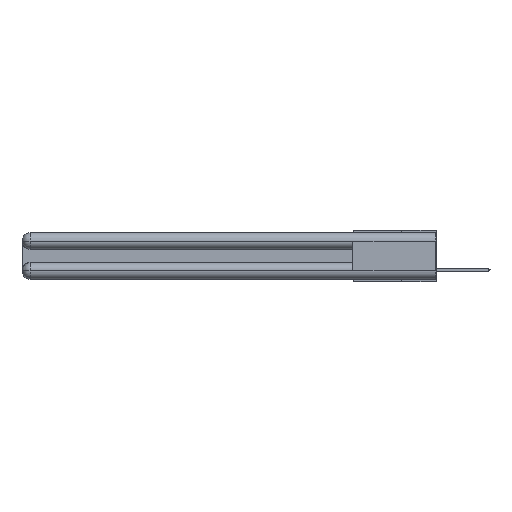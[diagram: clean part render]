
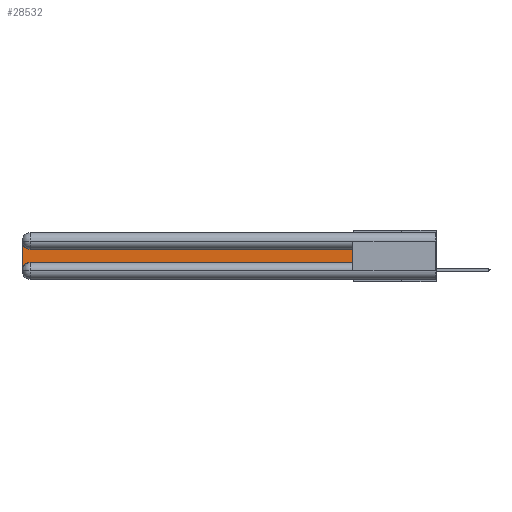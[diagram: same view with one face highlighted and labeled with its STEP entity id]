
A CAD part, left-side view. The second image highlights one B-rep face of the part: STEP entity #28532.
In plain terms, the highlighted planar face has unit normal (-1, 0, 0).
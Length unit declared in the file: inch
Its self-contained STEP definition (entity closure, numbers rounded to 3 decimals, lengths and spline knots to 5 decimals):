
#525 = CARTESIAN_POINT ( 'NONE',  ( 0.075, 0.6, -0.2175 ) ) ;
#756 = CARTESIAN_POINT ( 'NONE',  ( 0.075, 2.94, -0.2775 ) ) ;
#861 = CARTESIAN_POINT ( 'NONE',  ( 0.075, 2.94, -0.2175 ) ) ;
#1103 = DIRECTION ( 'NONE',  ( 0., 0., -1. ) ) ;
#1653 = EDGE_CURVE ( 'NONE', #15532, #29382, #21338, .T. ) ;
#3607 = CARTESIAN_POINT ( 'NONE',  ( 0.075, 3., -0.1225 ) ) ;
#3637 = VERTEX_POINT ( 'NONE', #861 ) ;
#3724 = CIRCLE ( 'NONE', #11331, 0.06 ) ;
#4070 = DIRECTION ( 'NONE',  ( 0., 1., 0. ) ) ;
#4196 = CARTESIAN_POINT ( 'NONE',  ( 0.075, 0.6, -0.1225 ) ) ;
#5103 = VERTEX_POINT ( 'NONE', #33394 ) ;
#5919 = DIRECTION ( 'NONE',  ( 1., 0., 0. ) ) ;
#6458 = DIRECTION ( 'NONE',  ( 1., 0., 0. ) ) ;
#6657 = VERTEX_POINT ( 'NONE', #23884 ) ;
#6970 = EDGE_CURVE ( 'NONE', #5103, #6657, #3724, .T. ) ;
#8083 = ORIENTED_EDGE ( 'NONE', *, *, #6970, .T. ) ;
#8586 = LINE ( 'NONE', #19340, #16798 ) ;
#8894 = DIRECTION ( 'NONE',  ( 1., 0., 0. ) ) ;
#9107 = DIRECTION ( 'NONE',  ( 0., 0., -1. ) ) ;
#9118 = PLANE ( 'NONE',  #15258 ) ;
#10703 = VECTOR ( 'NONE', #13644, 39.37008 ) ;
#10972 = DIRECTION ( 'NONE',  ( 0., -1., 0. ) ) ;
#11331 = AXIS2_PLACEMENT_3D ( 'NONE', #14376, #6458, #9107 ) ;
#11548 = DIRECTION ( 'NONE',  ( 0., 0., -1. ) ) ;
#12053 = ORIENTED_EDGE ( 'NONE', *, *, #13403, .T. ) ;
#12076 = ORIENTED_EDGE ( 'NONE', *, *, #17110, .T. ) ;
#12617 = EDGE_CURVE ( 'NONE', #29382, #5103, #21654, .T. ) ;
#13121 = ORIENTED_EDGE ( 'NONE', *, *, #1653, .T. ) ;
#13403 = EDGE_CURVE ( 'NONE', #33515, #3637, #28941, .T. ) ;
#13644 = DIRECTION ( 'NONE',  ( 0., 0., 1. ) ) ;
#14376 = CARTESIAN_POINT ( 'NONE',  ( 0.075, 2.94, -0.0625 ) ) ;
#15258 = AXIS2_PLACEMENT_3D ( 'NONE', #3607, #8894, #1103 ) ;
#15532 = VERTEX_POINT ( 'NONE', #525 ) ;
#16475 = ORIENTED_EDGE ( 'NONE', *, *, #25581, .T. ) ;
#16798 = VECTOR ( 'NONE', #21836, 39.37008 ) ;
#17110 = EDGE_CURVE ( 'NONE', #3637, #15532, #20997, .T. ) ;
#19206 = VECTOR ( 'NONE', #4070, 39.37008 ) ;
#19340 = CARTESIAN_POINT ( 'NONE',  ( 0.075, 3., -0.2175 ) ) ;
#19558 = CARTESIAN_POINT ( 'NONE',  ( 0.075, 3., -0.2775 ) ) ;
#20997 = LINE ( 'NONE', #31981, #23435 ) ;
#21273 = EDGE_LOOP ( 'NONE', ( #30507, #8083, #16475, #12053, #12076, #13121 ) ) ;
#21338 = LINE ( 'NONE', #23809, #10703 ) ;
#21654 = LINE ( 'NONE', #4196, #19206 ) ;
#21807 = FACE_OUTER_BOUND ( 'NONE', #21273, .T. ) ;
#21836 = DIRECTION ( 'NONE',  ( 0., 0., -1. ) ) ;
#23435 = VECTOR ( 'NONE', #10972, 39.37008 ) ;
#23809 = CARTESIAN_POINT ( 'NONE',  ( 0.075, 0.6, -0.2175 ) ) ;
#23884 = CARTESIAN_POINT ( 'NONE',  ( 0.075, 3., -0.0625 ) ) ;
#25542 = CARTESIAN_POINT ( 'NONE',  ( 0.075, 0.6, -0.1225 ) ) ;
#25581 = EDGE_CURVE ( 'NONE', #6657, #33515, #8586, .T. ) ;
#27841 = AXIS2_PLACEMENT_3D ( 'NONE', #756, #5919, #11548 ) ;
#28532 = ADVANCED_FACE ( 'NONE', ( #21807 ), #9118, .F. ) ;
#28941 = CIRCLE ( 'NONE', #27841, 0.06 ) ;
#29382 = VERTEX_POINT ( 'NONE', #25542 ) ;
#30507 = ORIENTED_EDGE ( 'NONE', *, *, #12617, .T. ) ;
#31981 = CARTESIAN_POINT ( 'NONE',  ( 0.075, 0.6, -0.2175 ) ) ;
#33394 = CARTESIAN_POINT ( 'NONE',  ( 0.075, 2.94, -0.1225 ) ) ;
#33515 = VERTEX_POINT ( 'NONE', #19558 ) ;
